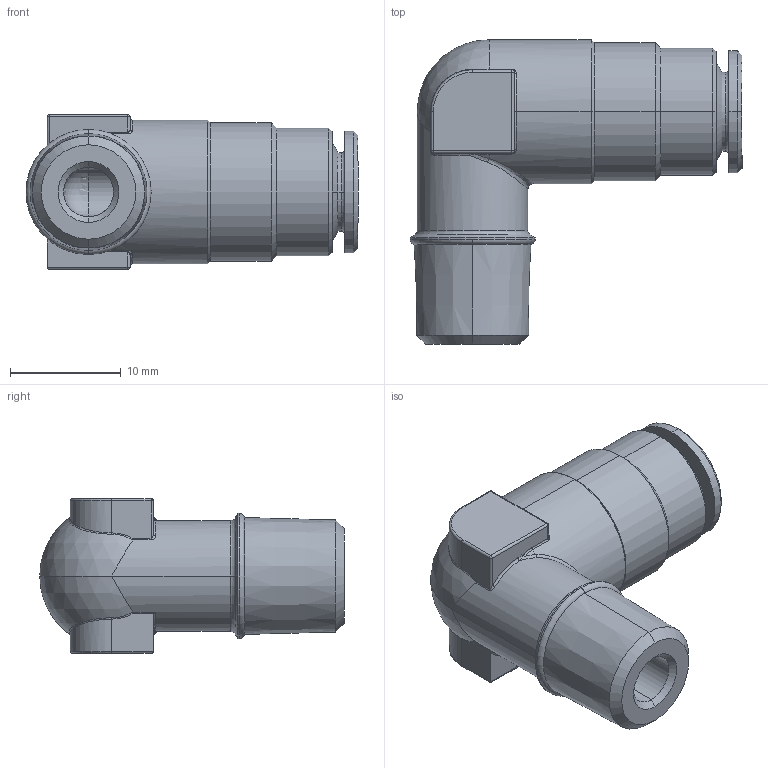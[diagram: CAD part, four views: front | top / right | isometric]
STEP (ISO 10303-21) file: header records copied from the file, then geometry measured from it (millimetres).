
FILE_DESCRIPTION (( 'STEP AP203' ), '1' );
FILE_NAME ('H0040630.STEP', '2010-06-21T12:42:30', ( '' ), ( 'sopra-pneumatic' ), 'SwSTEP 2.0', 'SolidWorks 2009', '' );
FILE_SCHEMA (( 'CONFIG_CONTROL_DESIGN' ));
Length unit declared in the file: millimetre
Products named in the file (1): H0040630
Bounding box: 29.99 x 27.5 x 14 mm (x, y, z)
Volume: 3710.1 mm3; surface area: 2643.2 mm2
Topology: 1 solids, 1 shells, 120 faces, 273 edges, 150 vertices
Faces by surface type: cylinder 41, cone 22, torus 21, plane 14, bspline 12, sphere 10
Entity records: 4493 total; most frequent: CARTESIAN_POINT 1777, DIRECTION 595, ORIENTED_EDGE 532, EDGE_CURVE 266, AXIS2_PLACEMENT_3D 255, VERTEX_POINT 150, CIRCLE 146, EDGE_LOOP 124
